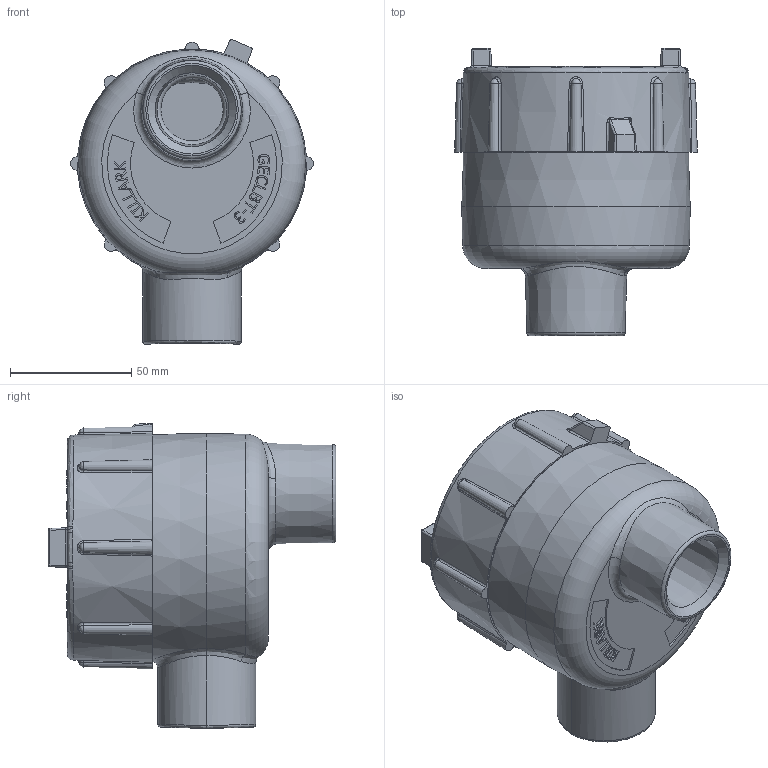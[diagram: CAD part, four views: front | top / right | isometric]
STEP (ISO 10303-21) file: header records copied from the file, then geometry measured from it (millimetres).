
FILE_DESCRIPTION(/* description */ (''),/* implementation_level */ '2;1');
FILE_NAME(/* name */ 'KIL_GECLBT-3.stp',/* time_stamp */ '2021-05-10T20:44:30+05:00',/* author */ ('lsugumaran'),/* organization */ (''),/* preprocessor_version */ 'ST-DEVELOPER v18',/* originating_system */ 'Autodesk Inventor 2020',/* authorisation */ '');
FILE_SCHEMA (('AUTOMOTIVE_DESIGN { 1 0 10303 214 3 1 1 }'));
Length unit declared in the file: inch
Products named in the file (3): GEJET-5; 14096; 18476-1
Assembly tree (2 placements, depth 2):
  GEJET-5
    14096
    18476-1
Bounding box: 100.17 x 118.65 x 125.78 mm (x, y, z)
Volume: 294365.1 mm3; surface area: 94439.5 mm2
Topology: 2 solids, 2 shells, 4841 faces, 13159 edges, 8739 vertices
Faces by surface type: plane 2893, bspline 1795, cylinder 104, cone 27, torus 14, sphere 8
Full cylindrical faces by diameter (mm): 0.886 x1, 1.057 x1, 4.978 x1, 7.763 x1, 9.525 x1, 25.73 x2, 77.724 x1, 80.962 x1
Entity records: 222419 total; most frequent: CARTESIAN_POINT 112480, ORIENTED_EDGE 26312, DIRECTION 15839, EDGE_CURVE 13156, LINE 9029, VECTOR 9029, VERTEX_POINT 8739, EDGE_LOOP 5265
